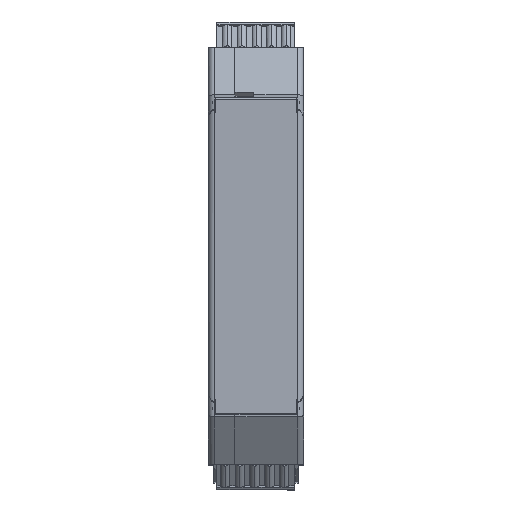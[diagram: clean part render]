
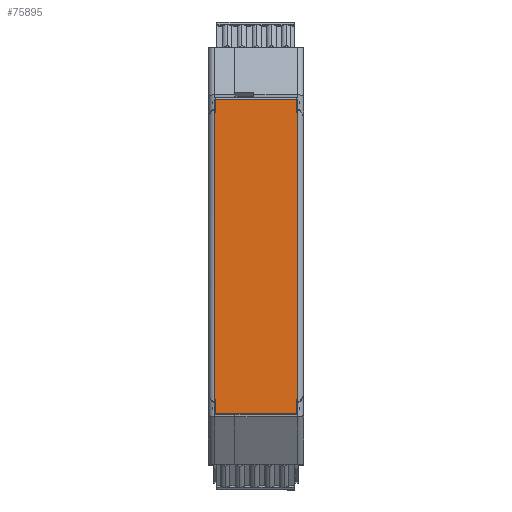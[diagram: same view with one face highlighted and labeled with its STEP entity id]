
A CAD part, top view. The second image highlights one B-rep face of the part: STEP entity #75895.
In plain terms, the highlighted face is planar.
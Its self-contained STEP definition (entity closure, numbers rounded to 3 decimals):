
#5354=VERTEX_POINT('',#108516);
#5355=VERTEX_POINT('',#108518);
#5373=VERTEX_POINT('',#108559);
#5379=VERTEX_POINT('',#108571);
#5386=VERTEX_POINT('',#108600);
#5388=VERTEX_POINT('',#108606);
#5394=VERTEX_POINT('',#108621);
#5395=VERTEX_POINT('',#108622);
#5396=VERTEX_POINT('',#108624);
#5397=VERTEX_POINT('',#108626);
#5398=VERTEX_POINT('',#108628);
#5399=VERTEX_POINT('',#108630);
#13530=VECTOR('',#88534,1.);
#13549=VECTOR('',#88570,1.);
#13560=VECTOR('',#88598,1.);
#13562=VECTOR('',#88604,1.);
#13567=VECTOR('',#88615,1.);
#13568=VECTOR('',#88616,1.);
#13569=VECTOR('',#88617,1.);
#13570=VECTOR('',#88618,1.);
#13571=VECTOR('',#88619,1.);
#13572=VECTOR('',#88620,1.);
#13573=VECTOR('',#88621,1.);
#13574=VECTOR('',#88622,1.);
#23203=LINE('',#108517,#13530);
#23222=LINE('',#108572,#13549);
#23233=LINE('',#108599,#13560);
#23235=LINE('',#108605,#13562);
#23240=LINE('',#108620,#13567);
#23241=LINE('',#108623,#13568);
#23242=LINE('',#108625,#13569);
#23243=LINE('',#108627,#13570);
#23244=LINE('',#108629,#13571);
#23245=LINE('',#108631,#13572);
#23246=LINE('',#108632,#13573);
#23247=LINE('',#108633,#13574);
#33086=EDGE_CURVE('',#5355,#5354,#23203,.T.);
#33111=EDGE_CURVE('',#5379,#5373,#23222,.T.);
#33125=EDGE_CURVE('',#5386,#5373,#23233,.T.);
#33128=EDGE_CURVE('',#5388,#5355,#23235,.T.);
#33135=EDGE_CURVE('',#5394,#5395,#23240,.T.);
#33136=EDGE_CURVE('',#5396,#5395,#23241,.T.);
#33137=EDGE_CURVE('',#5396,#5397,#23242,.T.);
#33138=EDGE_CURVE('',#5398,#5397,#23243,.T.);
#33139=EDGE_CURVE('',#5398,#5399,#23244,.T.);
#33140=EDGE_CURVE('',#5386,#5399,#23245,.T.);
#33141=EDGE_CURVE('',#5379,#5388,#23246,.T.);
#33142=EDGE_CURVE('',#5354,#5394,#23247,.T.);
#46892=ORIENTED_EDGE('',*,*,#33135,.T.);
#46893=ORIENTED_EDGE('',*,*,#33136,.F.);
#46894=ORIENTED_EDGE('',*,*,#33137,.T.);
#46895=ORIENTED_EDGE('',*,*,#33138,.F.);
#46896=ORIENTED_EDGE('',*,*,#33139,.T.);
#46897=ORIENTED_EDGE('',*,*,#33140,.F.);
#46898=ORIENTED_EDGE('',*,*,#33125,.T.);
#46899=ORIENTED_EDGE('',*,*,#33111,.F.);
#46900=ORIENTED_EDGE('',*,*,#33141,.T.);
#46901=ORIENTED_EDGE('',*,*,#33128,.T.);
#46902=ORIENTED_EDGE('',*,*,#33086,.T.);
#46903=ORIENTED_EDGE('',*,*,#33142,.T.);
#66819=EDGE_LOOP('',(#46892,#46893,#46894,#46895,#46896,#46897,#46898,#46899,
#46900,#46901,#46902,#46903));
#71368=FACE_BOUND('',#66819,.T.);
#75895=ADVANCED_FACE('',(#71368),#129564,.T.);
#80339=AXIS2_PLACEMENT_3D('',#108619,#88614,$);
#88534=DIRECTION('',(0.,0.,-1.));
#88570=DIRECTION('',(-1.,0.,0.));
#88598=DIRECTION('',(0.,0.,1.));
#88604=DIRECTION('',(1.,0.,0.));
#88614=DIRECTION('',(0.,1.,0.));
#88615=DIRECTION('',(0.,0.,-1.));
#88616=DIRECTION('',(1.,0.,0.));
#88617=DIRECTION('',(0.,0.,-1.));
#88618=DIRECTION('',(1.,0.,0.));
#88619=DIRECTION('',(0.,0.,1.));
#88620=DIRECTION('',(1.,0.,0.));
#88621=DIRECTION('',(0.,0.,1.));
#88622=DIRECTION('',(1.,0.,0.));
#108516=CARTESIAN_POINT('',(34.6,114.5,7.15));
#108517=CARTESIAN_POINT('',(34.6,114.5,7.3));
#108518=CARTESIAN_POINT('',(34.6,114.5,7.3));
#108559=CARTESIAN_POINT('',(-37.2,114.5,7.15));
#108571=CARTESIAN_POINT('',(-34.6,114.5,7.15));
#108572=CARTESIAN_POINT('',(-34.6,114.5,7.15));
#108599=CARTESIAN_POINT('',(-37.2,114.5,-12.15));
#108600=CARTESIAN_POINT('',(-37.2,114.5,-12.15));
#108605=CARTESIAN_POINT('',(-34.6,114.5,7.3));
#108606=CARTESIAN_POINT('',(-34.6,114.5,7.3));
#108619=CARTESIAN_POINT('',(-37.2,114.5,-10.772));
#108620=CARTESIAN_POINT('',(37.5,114.5,7.15));
#108621=CARTESIAN_POINT('',(37.5,114.5,7.15));
#108622=CARTESIAN_POINT('',(37.5,114.5,-12.15));
#108623=CARTESIAN_POINT('',(34.6,114.5,-12.15));
#108624=CARTESIAN_POINT('',(34.6,114.5,-12.15));
#108625=CARTESIAN_POINT('',(34.6,114.5,-12.15));
#108626=CARTESIAN_POINT('',(34.6,114.5,-12.3));
#108627=CARTESIAN_POINT('',(-34.6,114.5,-12.3));
#108628=CARTESIAN_POINT('',(-34.6,114.5,-12.3));
#108629=CARTESIAN_POINT('',(-34.6,114.5,-12.3));
#108630=CARTESIAN_POINT('',(-34.6,114.5,-12.15));
#108631=CARTESIAN_POINT('',(-37.2,114.5,-12.15));
#108632=CARTESIAN_POINT('',(-34.6,114.5,7.15));
#108633=CARTESIAN_POINT('',(34.6,114.5,7.15));
#129564=PLANE('',#80339);
